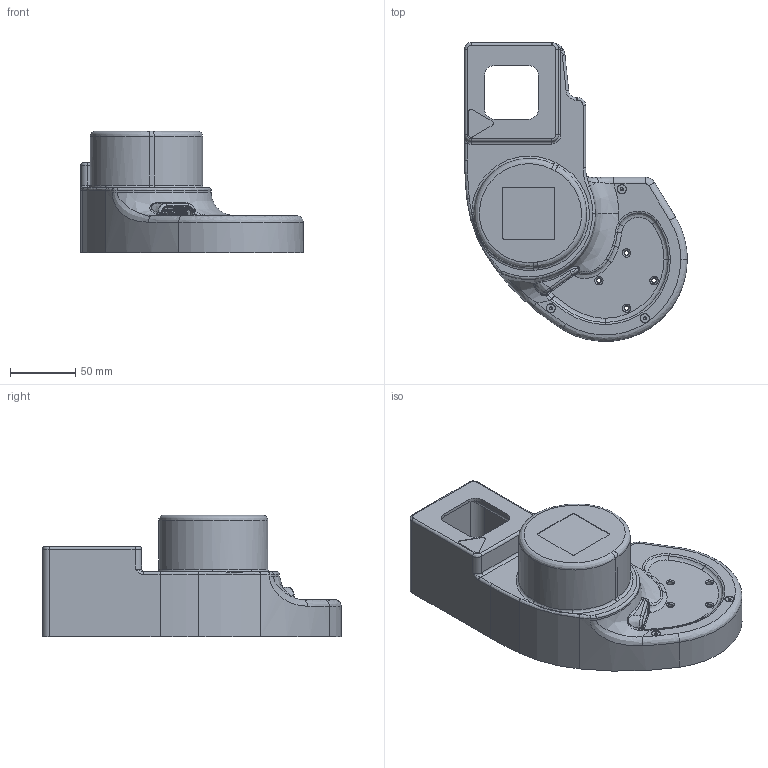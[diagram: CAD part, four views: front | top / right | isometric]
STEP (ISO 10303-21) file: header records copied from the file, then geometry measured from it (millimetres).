
FILE_DESCRIPTION(/* description */ (''),/* implementation_level */ '2;1');
FILE_NAME(/* name */ 'Shoulder_Mount_CAD',/* time_stamp */ '2025-03-21T09:24:51-07:00',/* author */ (''),/* organization */ (''),/* preprocessor_version */ 'ST-DEVELOPER v19.2',/* originating_system */ 'Rhino 8.16',/* authorisation */ '');
FILE_SCHEMA (('CONFIG_CONTROL_DESIGN'));
Length unit declared in the file: millimetre
Products named in the file (1): Document
Bounding box: 171 x 229.53 x 93.5 mm (x, y, z)
Volume: 160745.9 mm3; surface area: 143174.1 mm2
Topology: 8 solids, 16 shells, 1134 faces, 3157 edges, 2054 vertices
Faces by surface type: plane 460, cylinder 458, bspline 216
Entity records: 45682 total; most frequent: CARTESIAN_POINT 21247, ORIENTED_EDGE 6097, EDGE_CURVE 3153, DIRECTION 2752, VERTEX_POINT 2054, B_SPLINE_CURVE_WITH_KNOTS 1972, AXIS2_PLACEMENT_3D 1835, EDGE_LOOP 1284
